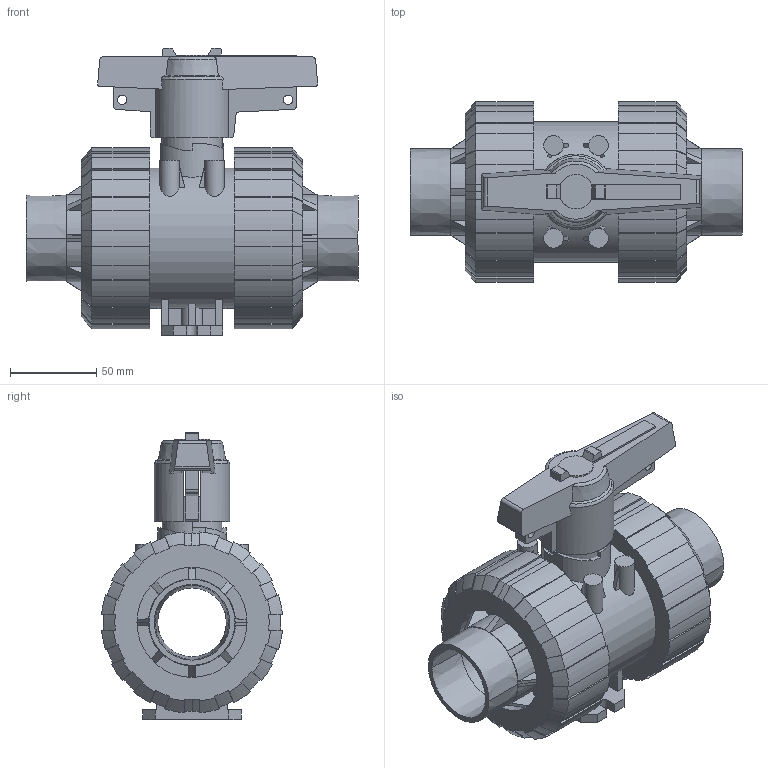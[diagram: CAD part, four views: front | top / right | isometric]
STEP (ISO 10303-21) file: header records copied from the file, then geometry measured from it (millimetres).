
FILE_DESCRIPTION(('STEP AP214'),'1');
FILE_NAME('cctmp_77604396-40E5-4CB3-B731-84E8672C87D2_2021_10_21_12_52_33_0394..stp','2021-10-21T10:52:33',('Praher Valves GmbH'),('CADClick - www.CADClick.com'),'Spatial InterOp 3D',' ','unknown authorization');
FILE_SCHEMA(('AUTOMOTIVE_DESIGN'));
Length unit declared in the file: millimetre
Products named in the file (7): cc_unnamed; 124110_5; 124110_4; 124110_3; 124110_2; 124110_1; 124110
Assembly tree (6 placements, depth 2):
  cc_unnamed
    124110_5
    124110_4
    124110_3
    124110_2
    124110_1
    124110
Bounding box: 193 x 105.12 x 166.87 mm (x, y, z)
Volume: 914204.2 mm3; surface area: 195339.2 mm2
Topology: 6 solids, 6 shells, 524 faces, 1496 edges, 990 vertices
Faces by surface type: plane 250, cylinder 142, cone 124, torus 8
Entity records: 22237 total; most frequent: CARTESIAN_POINT 4300, ORIENTED_EDGE 2992, DIRECTION 2810, EDGE_CURVE 1496, AXIS2_PLACEMENT_3D 1037, VERTEX_POINT 990, LINE 736, VECTOR 736
